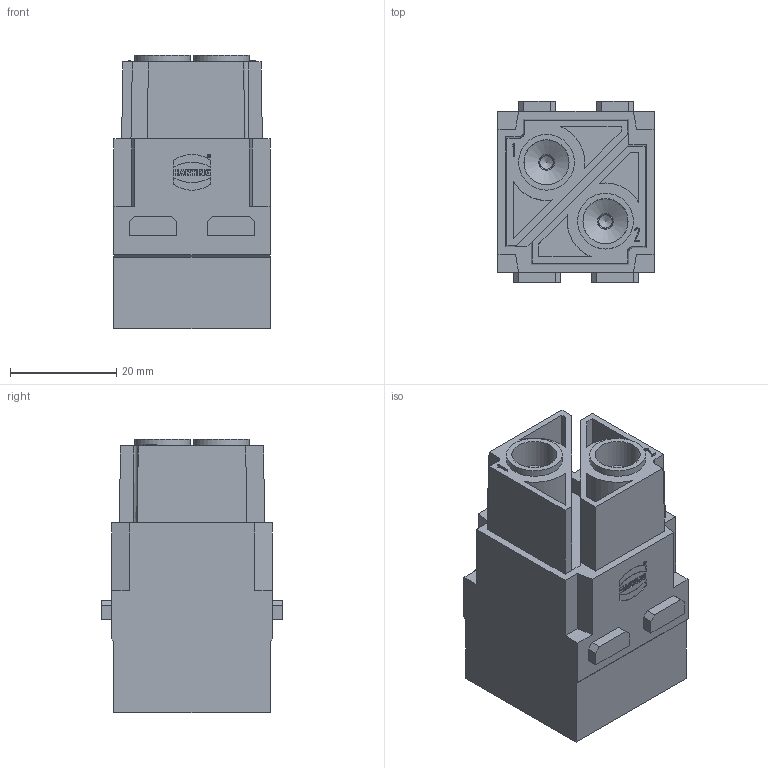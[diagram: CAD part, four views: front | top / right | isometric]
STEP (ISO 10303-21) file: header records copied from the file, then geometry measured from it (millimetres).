
FILE_DESCRIPTION(/* description */ (''),/* implementation_level */ '2;1');
FILE_NAME(/* name */ '100195471ugm000_b.stp',/* time_stamp */ '2019-06-12T11:17:50+02:00',/* author */ (''),/* organization */ (''),/* preprocessor_version */ 'ST-DEVELOPER v16.7',/* originating_system */ 'SIEMENS PLM Software NX 12.0',/* authorisation */ '');
FILE_SCHEMA (('AUTOMOTIVE_DESIGN { 1 0 10303 214 3 1 1 1 }'));
Length unit declared in the file: millimetre
Products named in the file (1): 100195471ugm000_b
Bounding box: 29.4 x 34.2 x 51.6 mm (x, y, z)
Volume: 32894.8 mm3; surface area: 13298.2 mm2
Topology: 1 solids, 1 shells, 302 faces, 761 edges, 498 vertices
Faces by surface type: plane 238, cylinder 33, cone 22, bspline 6, extrusion 3
Full cylindrical faces by diameter (mm): 0.49 x1, 0.7 x1, 2.5 x2, 3 x2, 4 x2, 5 x2, 8 x2, 8.5 x4, 10.5 x2
Entity records: 10174 total; most frequent: CARTESIAN_POINT 1988, ORIENTED_EDGE 1412, DIRECTION 1369, EDGE_CURVE 706, VECTOR 565, LINE 562, VERTEX_POINT 486, AXIS2_PLACEMENT_3D 402
